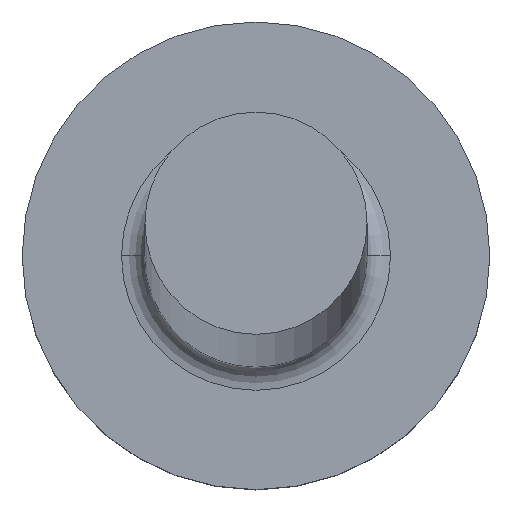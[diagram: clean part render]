
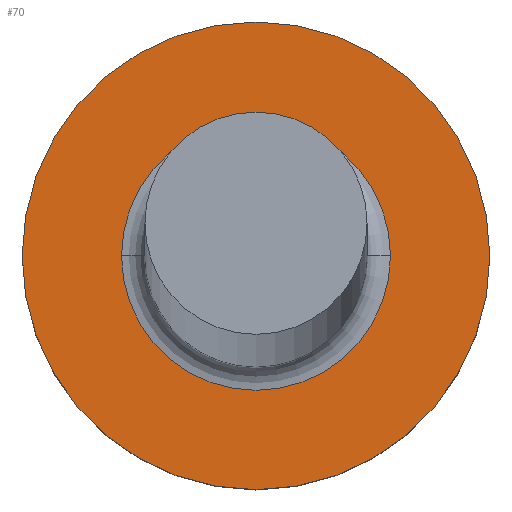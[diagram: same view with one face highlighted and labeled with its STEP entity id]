
A CAD part, top view. The second image highlights one B-rep face of the part: STEP entity #70.
In plain terms, the highlighted planar face has unit normal (0, 0, 1).
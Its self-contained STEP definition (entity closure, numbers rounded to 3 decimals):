
#1 = DIRECTION ( 'NONE',  ( 1., 0., 0. ) ) ;
#4 = DIRECTION ( 'NONE',  ( 0., 0., 1. ) ) ;
#5 = AXIS2_PLACEMENT_3D ( 'NONE', #266, #30, #121 ) ;
#21 = CIRCLE ( 'NONE', #88, 2. ) ;
#22 = ORIENTED_EDGE ( 'NONE', *, *, #184, .T. ) ;
#29 = ORIENTED_EDGE ( 'NONE', *, *, #56, .T. ) ;
#30 = DIRECTION ( 'NONE',  ( 0., 0., -1. ) ) ;
#37 = CARTESIAN_POINT ( 'NONE',  ( 1.15, 0., 1.5 ) ) ;
#53 = CIRCLE ( 'NONE', #128, 1.15 ) ;
#56 = EDGE_CURVE ( 'NONE', #290, #269, #53, .T. ) ;
#62 = EDGE_CURVE ( 'NONE', #269, #290, #216, .T. ) ;
#70 = ADVANCED_FACE ( 'NONE', ( #106, #188 ), #214, .T. ) ;
#77 = CARTESIAN_POINT ( 'NONE',  ( 0., 0., 1.5 ) ) ;
#78 = AXIS2_PLACEMENT_3D ( 'NONE', #271, #175, #295 ) ;
#79 = DIRECTION ( 'NONE',  ( 1., 0., 0. ) ) ;
#88 = AXIS2_PLACEMENT_3D ( 'NONE', #293, #253, #79 ) ;
#90 = CIRCLE ( 'NONE', #78, 2. ) ;
#106 = FACE_BOUND ( 'NONE', #289, .T. ) ;
#121 = DIRECTION ( 'NONE',  ( 1., 0., 0. ) ) ;
#123 = ORIENTED_EDGE ( 'NONE', *, *, #62, .T. ) ;
#124 = CARTESIAN_POINT ( 'NONE',  ( 0., 0., 1.5 ) ) ;
#128 = AXIS2_PLACEMENT_3D ( 'NONE', #77, #217, #1 ) ;
#132 = CARTESIAN_POINT ( 'NONE',  ( -2., 0., 1.5 ) ) ;
#146 = EDGE_LOOP ( 'NONE', ( #237, #22 ) ) ;
#149 = DIRECTION ( 'NONE',  ( 1., 0., 0. ) ) ;
#175 = DIRECTION ( 'NONE',  ( 0., 0., 1. ) ) ;
#176 = CARTESIAN_POINT ( 'NONE',  ( 2., 0., 1.5 ) ) ;
#184 = EDGE_CURVE ( 'NONE', #257, #186, #21, .T. ) ;
#186 = VERTEX_POINT ( 'NONE', #132 ) ;
#188 = FACE_OUTER_BOUND ( 'NONE', #146, .T. ) ;
#214 = PLANE ( 'NONE',  #225 ) ;
#216 = CIRCLE ( 'NONE', #5, 1.15 ) ;
#217 = DIRECTION ( 'NONE',  ( 0., 0., -1. ) ) ;
#225 = AXIS2_PLACEMENT_3D ( 'NONE', #124, #4, #149 ) ;
#237 = ORIENTED_EDGE ( 'NONE', *, *, #263, .T. ) ;
#253 = DIRECTION ( 'NONE',  ( 0., 0., 1. ) ) ;
#257 = VERTEX_POINT ( 'NONE', #176 ) ;
#263 = EDGE_CURVE ( 'NONE', #186, #257, #90, .T. ) ;
#266 = CARTESIAN_POINT ( 'NONE',  ( 0., 0., 1.5 ) ) ;
#269 = VERTEX_POINT ( 'NONE', #276 ) ;
#271 = CARTESIAN_POINT ( 'NONE',  ( 0., 0., 1.5 ) ) ;
#276 = CARTESIAN_POINT ( 'NONE',  ( -1.15, 0., 1.5 ) ) ;
#289 = EDGE_LOOP ( 'NONE', ( #29, #123 ) ) ;
#290 = VERTEX_POINT ( 'NONE', #37 ) ;
#293 = CARTESIAN_POINT ( 'NONE',  ( 0., 0., 1.5 ) ) ;
#295 = DIRECTION ( 'NONE',  ( 1., 0., 0. ) ) ;
